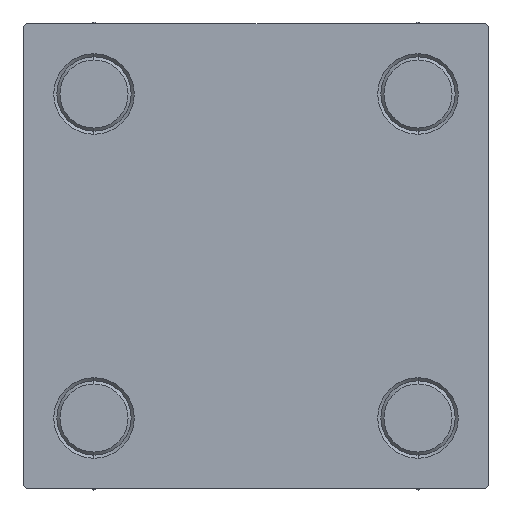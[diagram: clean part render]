
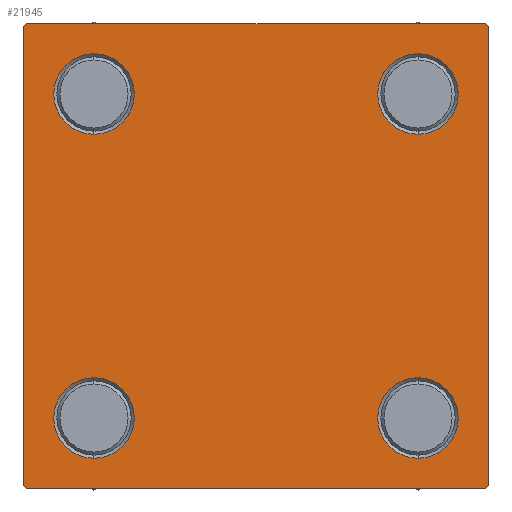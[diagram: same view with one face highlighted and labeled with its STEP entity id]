
A CAD part, left-side view. The second image highlights one B-rep face of the part: STEP entity #21945.
In plain terms, the highlighted planar face has unit normal (-1, 0, 0).
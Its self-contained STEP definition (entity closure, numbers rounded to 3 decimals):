
#76 = CARTESIAN_POINT ( 'NONE',  ( 0., -37.5, 37. ) ) ;
#389 = DIRECTION ( 'NONE',  ( 0., 0., 1. ) ) ;
#475 = PLANE ( 'NONE',  #17776 ) ;
#1175 = DIRECTION ( 'NONE',  ( 0., 0., 1. ) ) ;
#1315 = CIRCLE ( 'NONE', #47103, 6.5 ) ;
#1555 = LINE ( 'NONE', #46851, #48743 ) ;
#1974 = CARTESIAN_POINT ( 'NONE',  ( 0., 26.15, 19.65 ) ) ;
#2124 = ORIENTED_EDGE ( 'NONE', *, *, #19787, .T. ) ;
#3029 = LINE ( 'NONE', #7038, #37747 ) ;
#3185 = LINE ( 'NONE', #18531, #18319 ) ;
#3407 = VECTOR ( 'NONE', #7653, 1000. ) ;
#3723 = DIRECTION ( 'NONE',  ( 1., 0., 0. ) ) ;
#4265 = DIRECTION ( 'NONE',  ( 1., 0., 0. ) ) ;
#4332 = CARTESIAN_POINT ( 'NONE',  ( 0., 26.15, -32.65 ) ) ;
#4784 = CIRCLE ( 'NONE', #38537, 6.5 ) ;
#5000 = ORIENTED_EDGE ( 'NONE', *, *, #47280, .T. ) ;
#5001 = ORIENTED_EDGE ( 'NONE', *, *, #16783, .T. ) ;
#5430 = CARTESIAN_POINT ( 'NONE',  ( 0., 26.15, -26.15 ) ) ;
#5642 = AXIS2_PLACEMENT_3D ( 'NONE', #30861, #25860, #49251 ) ;
#5650 = CARTESIAN_POINT ( 'NONE',  ( 0., -37., -37.5 ) ) ;
#5696 = EDGE_CURVE ( 'NONE', #38824, #14193, #1315, .T. ) ;
#6498 = CARTESIAN_POINT ( 'NONE',  ( 0., -26.15, 19.65 ) ) ;
#6721 = EDGE_CURVE ( 'NONE', #49459, #48223, #1555, .T. ) ;
#7038 = CARTESIAN_POINT ( 'NONE',  ( 0., 37.25, -37.25 ) ) ;
#7494 = DIRECTION ( 'NONE',  ( 0., 0., 1. ) ) ;
#7653 = DIRECTION ( 'NONE',  ( 0., 0.707, 0.707 ) ) ;
#7777 = CARTESIAN_POINT ( 'NONE',  ( 0., 26.15, 26.15 ) ) ;
#8015 = FACE_OUTER_BOUND ( 'NONE', #19199, .T. ) ;
#8126 = ORIENTED_EDGE ( 'NONE', *, *, #38343, .T. ) ;
#8701 = VERTEX_POINT ( 'NONE', #13195 ) ;
#8878 = CIRCLE ( 'NONE', #49024, 6.5 ) ;
#9336 = DIRECTION ( 'NONE',  ( 0., 0., -1. ) ) ;
#10233 = CARTESIAN_POINT ( 'NONE',  ( 0., 26.15, 26.15 ) ) ;
#10945 = LINE ( 'NONE', #18753, #19393 ) ;
#11075 = ORIENTED_EDGE ( 'NONE', *, *, #31484, .T. ) ;
#11638 = DIRECTION ( 'NONE',  ( 0., 0.707, -0.707 ) ) ;
#11783 = FACE_BOUND ( 'NONE', #44102, .T. ) ;
#11954 = AXIS2_PLACEMENT_3D ( 'NONE', #43152, #23517, #389 ) ;
#13195 = CARTESIAN_POINT ( 'NONE',  ( 0., 37.5, -37. ) ) ;
#14193 = VERTEX_POINT ( 'NONE', #23228 ) ;
#14469 = CIRCLE ( 'NONE', #5642, 6.5 ) ;
#15094 = CIRCLE ( 'NONE', #48812, 6.5 ) ;
#15603 = ORIENTED_EDGE ( 'NONE', *, *, #30289, .T. ) ;
#15689 = EDGE_LOOP ( 'NONE', ( #2124, #42524 ) ) ;
#15820 = CARTESIAN_POINT ( 'NONE',  ( 0., 0., 0. ) ) ;
#16259 = VERTEX_POINT ( 'NONE', #1974 ) ;
#16633 = LINE ( 'NONE', #43807, #28230 ) ;
#16783 = EDGE_CURVE ( 'NONE', #16259, #34302, #32078, .T. ) ;
#17715 = CARTESIAN_POINT ( 'NONE',  ( 0., -26.15, 26.15 ) ) ;
#17776 = AXIS2_PLACEMENT_3D ( 'NONE', #15820, #42746, #38960 ) ;
#18319 = VECTOR ( 'NONE', #27570, 1000. ) ;
#18493 = VECTOR ( 'NONE', #30427, 1000. ) ;
#18531 = CARTESIAN_POINT ( 'NONE',  ( 0., -37.5, 37.5 ) ) ;
#18753 = CARTESIAN_POINT ( 'NONE',  ( 0., 37.5, -37.5 ) ) ;
#19003 = ORIENTED_EDGE ( 'NONE', *, *, #36026, .T. ) ;
#19199 = EDGE_LOOP ( 'NONE', ( #40861, #39046, #37489, #28306, #33078, #5000, #35438, #15603 ) ) ;
#19393 = VECTOR ( 'NONE', #44682, 1000. ) ;
#19442 = EDGE_CURVE ( 'NONE', #30079, #27833, #46038, .T. ) ;
#19597 = DIRECTION ( 'NONE',  ( 0., 0., 1. ) ) ;
#19787 = EDGE_CURVE ( 'NONE', #14193, #38824, #14469, .T. ) ;
#20011 = VERTEX_POINT ( 'NONE', #4332 ) ;
#21483 = CARTESIAN_POINT ( 'NONE',  ( 0., 26.15, 32.65 ) ) ;
#21854 = CARTESIAN_POINT ( 'NONE',  ( 0., 37.5, 37. ) ) ;
#21900 = CIRCLE ( 'NONE', #23502, 6.5 ) ;
#21945 = ADVANCED_FACE ( 'NONE', ( #11783, #27142, #42489, #27395, #8015 ), #475, .T. ) ;
#22258 = VECTOR ( 'NONE', #11638, 1000. ) ;
#23228 = CARTESIAN_POINT ( 'NONE',  ( 0., -26.15, -19.65 ) ) ;
#23458 = CARTESIAN_POINT ( 'NONE',  ( 0., 37.25, 37.25 ) ) ;
#23502 = AXIS2_PLACEMENT_3D ( 'NONE', #5430, #27339, #1175 ) ;
#23517 = DIRECTION ( 'NONE',  ( 1., 0., 0. ) ) ;
#25439 = CARTESIAN_POINT ( 'NONE',  ( 0., -26.15, -32.65 ) ) ;
#25685 = CARTESIAN_POINT ( 'NONE',  ( 0., 37., 37.5 ) ) ;
#25834 = DIRECTION ( 'NONE',  ( 0., 0., 1. ) ) ;
#25860 = DIRECTION ( 'NONE',  ( 1., 0., 0. ) ) ;
#26367 = CARTESIAN_POINT ( 'NONE',  ( 0., 26.15, -26.15 ) ) ;
#26781 = LINE ( 'NONE', #49179, #3407 ) ;
#26850 = ORIENTED_EDGE ( 'NONE', *, *, #47106, .T. ) ;
#26887 = ORIENTED_EDGE ( 'NONE', *, *, #34174, .T. ) ;
#27142 = FACE_BOUND ( 'NONE', #15689, .T. ) ;
#27339 = DIRECTION ( 'NONE',  ( 1., 0., 0. ) ) ;
#27395 = FACE_BOUND ( 'NONE', #37748, .T. ) ;
#27481 = CARTESIAN_POINT ( 'NONE',  ( 0., -37., 37.5 ) ) ;
#27570 = DIRECTION ( 'NONE',  ( 0., 0., -1. ) ) ;
#27833 = VERTEX_POINT ( 'NONE', #28915 ) ;
#28230 = VECTOR ( 'NONE', #9336, 1000. ) ;
#28306 = ORIENTED_EDGE ( 'NONE', *, *, #19442, .T. ) ;
#28915 = CARTESIAN_POINT ( 'NONE',  ( 0., -37.5, -37. ) ) ;
#29284 = DIRECTION ( 'NONE',  ( 0., 0., 1. ) ) ;
#29533 = VERTEX_POINT ( 'NONE', #21854 ) ;
#30079 = VERTEX_POINT ( 'NONE', #5650 ) ;
#30289 = EDGE_CURVE ( 'NONE', #49459, #29533, #42094, .T. ) ;
#30427 = DIRECTION ( 'NONE',  ( 0., -0.707, 0.707 ) ) ;
#30861 = CARTESIAN_POINT ( 'NONE',  ( 0., -26.15, -26.15 ) ) ;
#31484 = EDGE_CURVE ( 'NONE', #38229, #44609, #15094, .T. ) ;
#32078 = CIRCLE ( 'NONE', #42525, 6.5 ) ;
#32177 = EDGE_CURVE ( 'NONE', #33565, #27833, #3185, .T. ) ;
#33078 = ORIENTED_EDGE ( 'NONE', *, *, #32177, .F. ) ;
#33565 = VERTEX_POINT ( 'NONE', #76 ) ;
#34174 = EDGE_CURVE ( 'NONE', #44609, #38229, #34448, .T. ) ;
#34251 = VERTEX_POINT ( 'NONE', #47177 ) ;
#34302 = VERTEX_POINT ( 'NONE', #21483 ) ;
#34448 = CIRCLE ( 'NONE', #11954, 6.5 ) ;
#34704 = CARTESIAN_POINT ( 'NONE',  ( 0., -37.25, -37.25 ) ) ;
#35438 = ORIENTED_EDGE ( 'NONE', *, *, #6721, .F. ) ;
#35772 = DIRECTION ( 'NONE',  ( 0., -1., 0. ) ) ;
#35845 = DIRECTION ( 'NONE',  ( 1., 0., 0. ) ) ;
#36026 = EDGE_CURVE ( 'NONE', #34302, #16259, #4784, .T. ) ;
#36576 = CARTESIAN_POINT ( 'NONE',  ( 0., -26.15, -26.15 ) ) ;
#36587 = DIRECTION ( 'NONE',  ( 1., 0., 0. ) ) ;
#37161 = EDGE_CURVE ( 'NONE', #8701, #34251, #3029, .T. ) ;
#37489 = ORIENTED_EDGE ( 'NONE', *, *, #43475, .T. ) ;
#37747 = VECTOR ( 'NONE', #45303, 1000. ) ;
#37748 = EDGE_LOOP ( 'NONE', ( #19003, #5001 ) ) ;
#38229 = VERTEX_POINT ( 'NONE', #6498 ) ;
#38343 = EDGE_CURVE ( 'NONE', #46605, #20011, #8878, .T. ) ;
#38537 = AXIS2_PLACEMENT_3D ( 'NONE', #10233, #41929, #25834 ) ;
#38824 = VERTEX_POINT ( 'NONE', #25439 ) ;
#38960 = DIRECTION ( 'NONE',  ( 0., 0., 1. ) ) ;
#39046 = ORIENTED_EDGE ( 'NONE', *, *, #37161, .T. ) ;
#39861 = DIRECTION ( 'NONE',  ( 0., 0., 1. ) ) ;
#40404 = EDGE_CURVE ( 'NONE', #29533, #8701, #16633, .T. ) ;
#40861 = ORIENTED_EDGE ( 'NONE', *, *, #40404, .T. ) ;
#41929 = DIRECTION ( 'NONE',  ( 1., 0., 0. ) ) ;
#42094 = LINE ( 'NONE', #23458, #22258 ) ;
#42489 = FACE_BOUND ( 'NONE', #48529, .T. ) ;
#42524 = ORIENTED_EDGE ( 'NONE', *, *, #5696, .T. ) ;
#42525 = AXIS2_PLACEMENT_3D ( 'NONE', #7777, #4265, #19597 ) ;
#42746 = DIRECTION ( 'NONE',  ( -1., 0., 0. ) ) ;
#43152 = CARTESIAN_POINT ( 'NONE',  ( 0., -26.15, 26.15 ) ) ;
#43475 = EDGE_CURVE ( 'NONE', #34251, #30079, #10945, .T. ) ;
#43807 = CARTESIAN_POINT ( 'NONE',  ( 0., 37.5, 37.5 ) ) ;
#43896 = CARTESIAN_POINT ( 'NONE',  ( 0., -26.15, 32.65 ) ) ;
#44102 = EDGE_LOOP ( 'NONE', ( #26887, #11075 ) ) ;
#44609 = VERTEX_POINT ( 'NONE', #43896 ) ;
#44682 = DIRECTION ( 'NONE',  ( 0., -1., 0. ) ) ;
#45303 = DIRECTION ( 'NONE',  ( 0., -0.707, -0.707 ) ) ;
#46038 = LINE ( 'NONE', #34704, #18493 ) ;
#46605 = VERTEX_POINT ( 'NONE', #46639 ) ;
#46639 = CARTESIAN_POINT ( 'NONE',  ( 0., 26.15, -19.65 ) ) ;
#46851 = CARTESIAN_POINT ( 'NONE',  ( 0., 37.5, 37.5 ) ) ;
#47103 = AXIS2_PLACEMENT_3D ( 'NONE', #36576, #35845, #39861 ) ;
#47106 = EDGE_CURVE ( 'NONE', #20011, #46605, #21900, .T. ) ;
#47177 = CARTESIAN_POINT ( 'NONE',  ( 0., 37., -37.5 ) ) ;
#47280 = EDGE_CURVE ( 'NONE', #33565, #48223, #26781, .T. ) ;
#48223 = VERTEX_POINT ( 'NONE', #27481 ) ;
#48529 = EDGE_LOOP ( 'NONE', ( #8126, #26850 ) ) ;
#48743 = VECTOR ( 'NONE', #35772, 1000. ) ;
#48812 = AXIS2_PLACEMENT_3D ( 'NONE', #17715, #36587, #29284 ) ;
#49024 = AXIS2_PLACEMENT_3D ( 'NONE', #26367, #3723, #7494 ) ;
#49179 = CARTESIAN_POINT ( 'NONE',  ( 0., -37.25, 37.25 ) ) ;
#49251 = DIRECTION ( 'NONE',  ( 0., 0., 1. ) ) ;
#49459 = VERTEX_POINT ( 'NONE', #25685 ) ;
